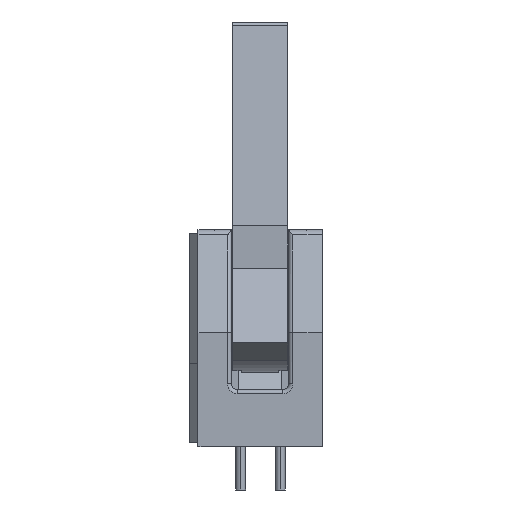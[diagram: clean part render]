
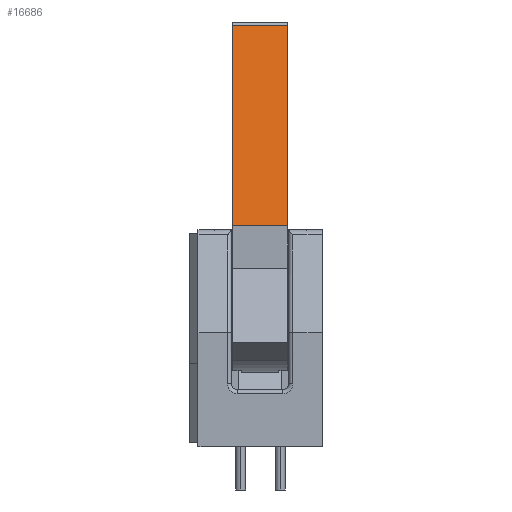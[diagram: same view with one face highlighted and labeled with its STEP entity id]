
A CAD part, left-side view. The second image highlights one B-rep face of the part: STEP entity #16686.
In plain terms, the highlighted planar face has unit normal (-0.988, 0, 0.156).
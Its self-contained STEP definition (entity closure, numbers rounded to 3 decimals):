
#16000=DIRECTION('',(-0.156,0.,-0.988));
#16001=VECTOR('',#16000,13.07);
#16002=CARTESIAN_POINT('',(-26.225,-1.778,13.172));
#16003=LINE('',#16002,#16001);
#16106=DIRECTION('',(-0.156,0.,-0.988));
#16107=VECTOR('',#16106,13.07);
#16108=CARTESIAN_POINT('',(-26.225,1.778,13.172));
#16109=LINE('',#16108,#16107);
#16149=DIRECTION('',(0.,-1.,0.));
#16150=VECTOR('',#16149,3.556);
#16151=CARTESIAN_POINT('',(-26.225,1.778,13.172));
#16152=LINE('',#16151,#16150);
#16153=DIRECTION('',(0.,-1.,0.));
#16154=VECTOR('',#16153,3.556);
#16155=CARTESIAN_POINT('',(-28.27,1.778,0.263));
#16156=LINE('',#16155,#16154);
#16237=CARTESIAN_POINT('',(-26.225,1.778,13.172));
#16238=VERTEX_POINT('',#16237);
#16239=CARTESIAN_POINT('',(-28.27,1.778,0.263));
#16240=VERTEX_POINT('',#16239);
#16259=CARTESIAN_POINT('',(-26.225,-1.778,13.172));
#16260=VERTEX_POINT('',#16259);
#16261=CARTESIAN_POINT('',(-28.27,-1.778,0.263));
#16262=VERTEX_POINT('',#16261);
#16674=CARTESIAN_POINT('',(-26.225,1.778,13.172));
#16675=DIRECTION('',(-0.988,0.,0.156));
#16676=DIRECTION('',(-0.156,0.,-0.988));
#16677=AXIS2_PLACEMENT_3D('',#16674,#16675,#16676);
#16678=PLANE('',#16677);
#16679=ORIENTED_EDGE('',*,*,#16630,.F.);
#16680=ORIENTED_EDGE('',*,*,#16669,.T.);
#16681=ORIENTED_EDGE('',*,*,#16502,.T.);
#16683=ORIENTED_EDGE('',*,*,#16682,.F.);
#16684=EDGE_LOOP('',(#16679,#16680,#16681,#16683));
#16685=FACE_OUTER_BOUND('',#16684,.F.);
#16502=EDGE_CURVE('',#16260,#16262,#16003,.T.);
#16630=EDGE_CURVE('',#16238,#16240,#16109,.T.);
#16669=EDGE_CURVE('',#16238,#16260,#16152,.T.);
#16682=EDGE_CURVE('',#16240,#16262,#16156,.T.);
#16686=ADVANCED_FACE('',(#16685),#16678,.T.);
